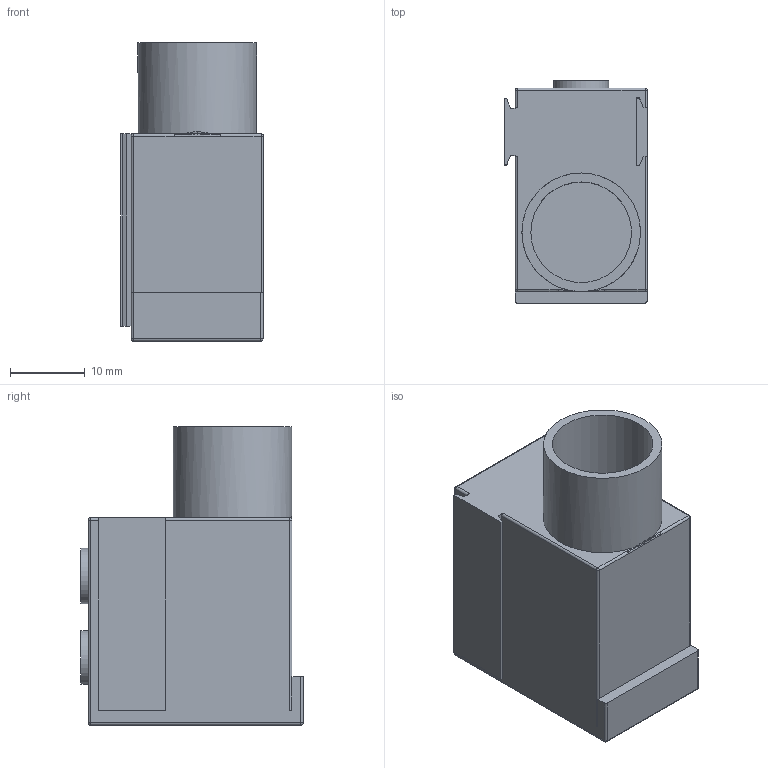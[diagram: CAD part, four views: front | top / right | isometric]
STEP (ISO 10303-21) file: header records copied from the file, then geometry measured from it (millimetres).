
FILE_DESCRIPTION(/* description */ ('1100 Series MCB Accessories,Dedicated Power Feed, To be used with Bus bars for UL1077 SPs'),/* implementation_level */ '2;1');
FILE_NAME(/* name */ '1100-B2SDF.stp',/* time_stamp */ '2021-02-09T16:08:14+06:00',/* author */ ('Suhas'),/* organization */ (''),/* preprocessor_version */ 'ST-DEVELOPER v18.1',/* originating_system */ 'Autodesk Inventor 2021',/* authorisation */ '');
FILE_SCHEMA (('AUTOMOTIVE_DESIGN { 1 0 10303 214 3 1 1 }'));
Length unit declared in the file: centimetre
Products named in the file (1): 11C90026X01
Bounding box: 19.15 x 29.8 x 40 mm (x, y, z)
Volume: 13838.8 mm3; surface area: 5350.7 mm2
Topology: 1 solids, 1 shells, 89 faces, 220 edges, 132 vertices
Faces by surface type: plane 51, cylinder 24, sphere 8, bspline 6
Full cylindrical faces by diameter (mm): 6.5 x2, 7.4 x1, 13.5 x1, 15.9 x1
Entity records: 3036 total; most frequent: CARTESIAN_POINT 849, ORIENTED_EDGE 424, DIRECTION 416, EDGE_CURVE 212, LINE 144, VECTOR 144, AXIS2_PLACEMENT_3D 136, VERTEX_POINT 132
